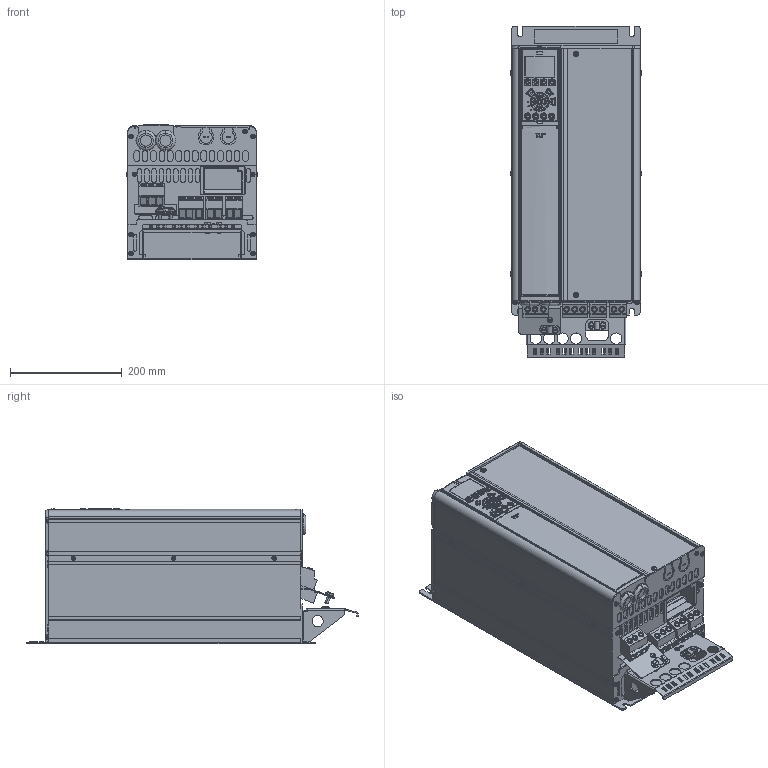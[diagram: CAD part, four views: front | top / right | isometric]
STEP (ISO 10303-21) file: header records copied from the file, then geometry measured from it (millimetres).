
FILE_DESCRIPTION((''),'2;1');
FILE_NAME('DANFOSS-FC300-B4-IP20-117','2019-09-06T',('U322080'),(''),'CREO PARAMETRIC BY PTC INC, 2018070','CREO PARAMETRIC BY PTC INC, 2018070','');
FILE_SCHEMA(('CONFIG_CONTROL_DESIGN'));
Products named in the file (1): DANFOSS-FC300-B4-IP20-117
Bounding box: 236 x 595 x 242.01 mm (x, y, z)
Volume: 21991311.8 mm3; surface area: 1395106.9 mm2
Topology: 1 solids, 30 shells, 4063 faces, 10998 edges, 7072 vertices
Faces by surface type: plane 2164, cylinder 1100, bspline 471, torus 158, cone 74, sphere 72, extrusion 24
Entity records: 170661 total; most frequent: CARTESIAN_POINT 58801, ORIENTED_EDGE 21764, DIRECTION 16951, EDGE_CURVE 10882, VERTEX_POINT 7068, VECTOR 5983, LINE 5959, AXIS2_PLACEMENT_3D 5484
